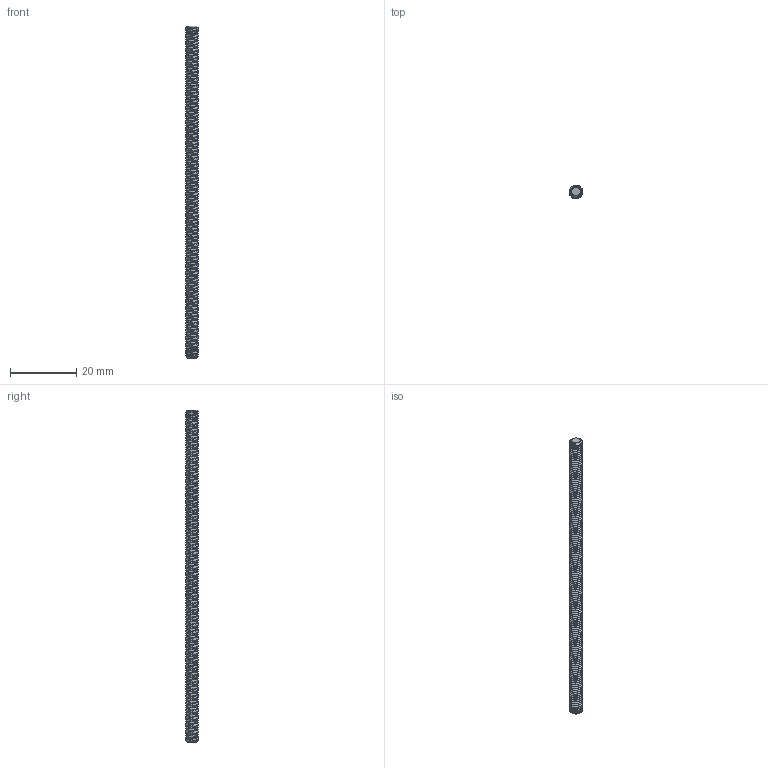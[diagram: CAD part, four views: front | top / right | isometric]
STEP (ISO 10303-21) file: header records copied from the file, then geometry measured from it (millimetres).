
FILE_DESCRIPTION (( 'STEP AP203' ), '1' );
FILE_NAME ('2808-0004-0100.STEP', '2018-04-17T16:26:47', ( '' ), ( '' ), 'SwSTEP 2.0', 'SolidWorks 2016', '' );
FILE_SCHEMA (( 'CONFIG_CONTROL_DESIGN' ));
Length unit declared in the file: millimetre
Products named in the file (1): 2808-0004-0100
Bounding box: 4 x 4 x 100 mm (x, y, z)
Volume: 993.4 mm3; surface area: 1960 mm2
Topology: 1 solids, 1 shells, 578 faces, 1727 edges, 1151 vertices
Faces by surface type: cylinder 570, cone 4, bspline 2, plane 2
Entity records: 31823 total; most frequent: CARTESIAN_POINT 19610, ORIENTED_EDGE 3454, DIRECTION 1744, EDGE_CURVE 1727, VERTEX_POINT 1151, AXIS2_PLACEMENT_3D 586, EDGE_LOOP 578, FACE_OUTER_BOUND 578
